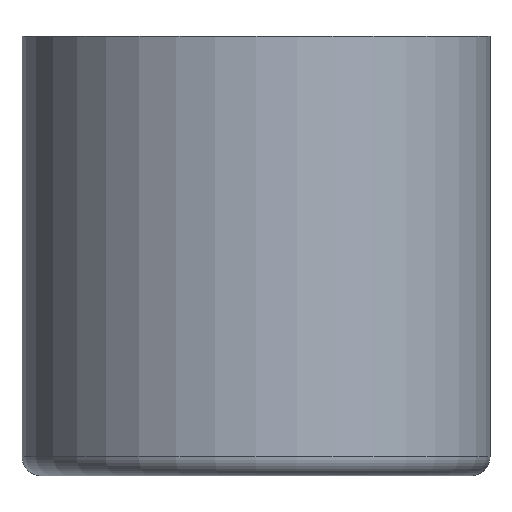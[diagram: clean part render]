
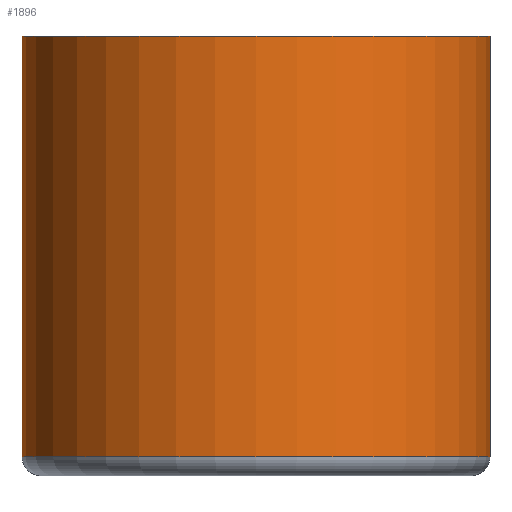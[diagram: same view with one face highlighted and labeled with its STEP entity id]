
A CAD part, front view. The second image highlights one B-rep face of the part: STEP entity #1896.
In plain terms, the highlighted cylindrical face has radius 24.5 mm (diameter 49 mm), a full revolution.
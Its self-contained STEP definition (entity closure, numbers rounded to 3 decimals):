
#35=CYLINDRICAL_SURFACE('',#2028,24.5);
#71=CIRCLE('',#2021,24.5);
#72=CIRCLE('',#2022,24.5);
#77=CIRCLE('',#2029,24.5);
#162=FACE_OUTER_BOUND('',#280,.T.);
#280=EDGE_LOOP('',(#1494,#1495,#1496,#1497,#1498));
#493=LINE('',#2979,#707);
#707=VECTOR('',#2378,24.5);
#874=VERTEX_POINT('',#2922);
#875=VERTEX_POINT('',#2924);
#900=VERTEX_POINT('',#2977);
#1091=EDGE_CURVE('',#874,#875,#71,.T.);
#1092=EDGE_CURVE('',#875,#874,#72,.T.);
#1117=EDGE_CURVE('',#900,#900,#77,.T.);
#1118=EDGE_CURVE('',#900,#875,#493,.T.);
#1494=ORIENTED_EDGE('',*,*,#1117,.F.);
#1495=ORIENTED_EDGE('',*,*,#1118,.T.);
#1496=ORIENTED_EDGE('',*,*,#1091,.F.);
#1497=ORIENTED_EDGE('',*,*,#1092,.F.);
#1498=ORIENTED_EDGE('',*,*,#1118,.F.);
#1896=ADVANCED_FACE('',(#162),#35,.T.);
#2021=AXIS2_PLACEMENT_3D('',#2925,#2340,#2341);
#2022=AXIS2_PLACEMENT_3D('',#2926,#2342,#2343);
#2028=AXIS2_PLACEMENT_3D('',#2976,#2374,#2375);
#2029=AXIS2_PLACEMENT_3D('',#2978,#2376,#2377);
#2340=DIRECTION('center_axis',(0.,0.,-1.));
#2341=DIRECTION('ref_axis',(1.,0.,0.));
#2342=DIRECTION('center_axis',(0.,0.,-1.));
#2343=DIRECTION('ref_axis',(1.,0.,0.));
#2374=DIRECTION('center_axis',(0.,0.,1.));
#2375=DIRECTION('ref_axis',(1.,0.,0.));
#2376=DIRECTION('center_axis',(0.,0.,1.));
#2377=DIRECTION('ref_axis',(1.,0.,0.));
#2378=DIRECTION('',(0.,0.,-1.));
#2922=CARTESIAN_POINT('',(24.5,0.,-41.));
#2924=CARTESIAN_POINT('',(-24.5,0.,-41.));
#2925=CARTESIAN_POINT('Origin',(0.,0.,-41.));
#2926=CARTESIAN_POINT('Origin',(0.,0.,-41.));
#2976=CARTESIAN_POINT('Origin',(0.,0.,0.));
#2977=CARTESIAN_POINT('',(-24.5,0.,3.));
#2978=CARTESIAN_POINT('Origin',(0.,0.,3.));
#2979=CARTESIAN_POINT('',(-24.5,0.,0.));
